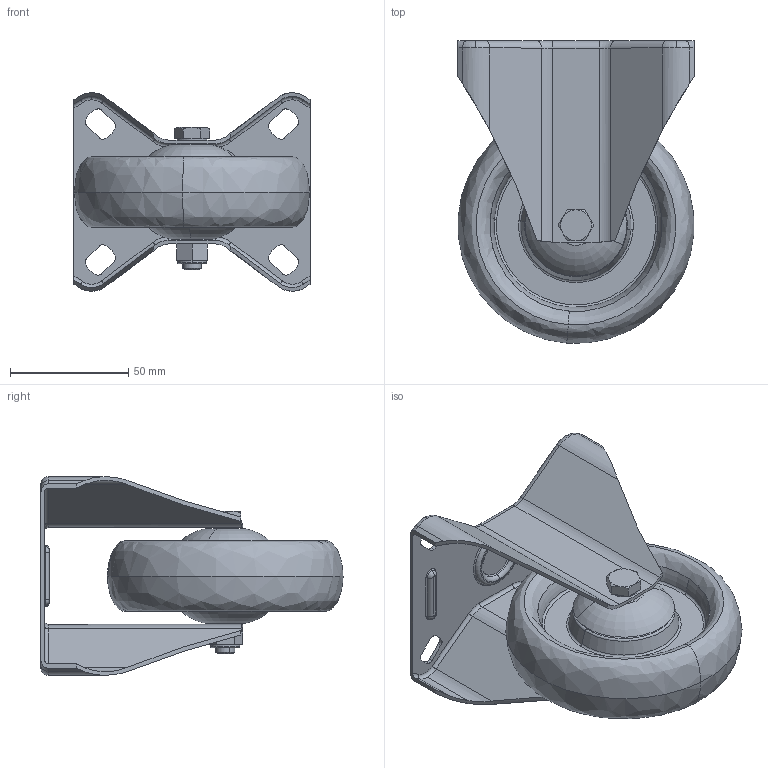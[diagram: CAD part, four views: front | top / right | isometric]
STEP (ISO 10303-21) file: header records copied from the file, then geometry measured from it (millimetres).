
FILE_DESCRIPTION (( 'STEP AP214' ), '1' );
FILE_NAME ('0024995.step', '2022-10-19T11:36:12', ( '' ), ( '' ), 'SwSTEP 2.0', 'SolidWorks 2020', '' );
FILE_SCHEMA (( 'AUTOMOTIVE_DESIGN' ));
Length unit declared in the file: millimetre
Products named in the file (1): 0024995
Bounding box: 100 x 127.85 x 84 mm (x, y, z)
Volume: 179586.1 mm3; surface area: 99339.4 mm2
Topology: 7 solids, 7 shells, 352 faces, 822 edges, 502 vertices
Faces by surface type: cylinder 120, torus 112, plane 80, cone 32, bspline 8
Entity records: 14416 total; most frequent: CARTESIAN_POINT 2177, DIRECTION 1926, ORIENTED_EDGE 1644, AXIS2_PLACEMENT_3D 831, EDGE_CURVE 822, VERTEX_POINT 502, CIRCLE 486, EDGE_LOOP 392
